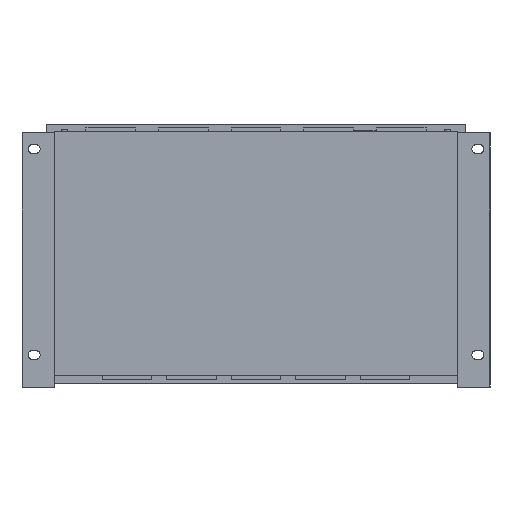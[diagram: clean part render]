
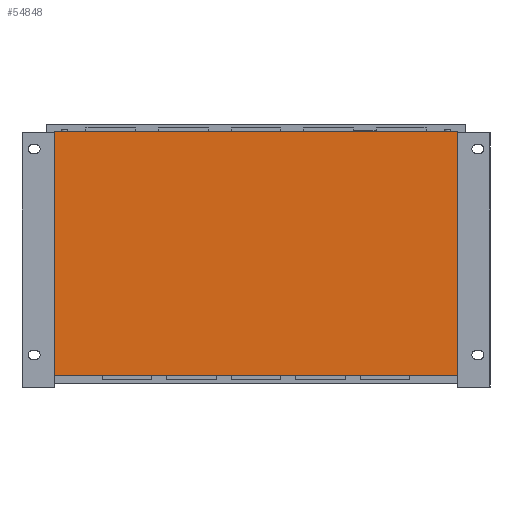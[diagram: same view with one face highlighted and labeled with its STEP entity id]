
A CAD part, front view. The second image highlights one B-rep face of the part: STEP entity #54848.
In plain terms, the highlighted planar face has unit normal (0, -1, 0).
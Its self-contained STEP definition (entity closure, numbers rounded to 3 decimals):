
#674 = LINE ( 'NONE', #36524, #10229 ) ;
#1757 = ORIENTED_EDGE ( 'NONE', *, *, #27116, .T. ) ;
#2620 = CARTESIAN_POINT ( 'NONE',  ( -250., -3., -150. ) ) ;
#4235 = CARTESIAN_POINT ( 'NONE',  ( 250., -3., -150. ) ) ;
#5404 = EDGE_CURVE ( 'NONE', #33114, #25674, #55174, .T. ) ;
#6107 = VERTEX_POINT ( 'NONE', #25458 ) ;
#7331 = DIRECTION ( 'NONE',  ( 0., -1., 0. ) ) ;
#7525 = EDGE_CURVE ( 'NONE', #20289, #36841, #48210, .T. ) ;
#9470 = LINE ( 'NONE', #27148, #31879 ) ;
#10229 = VECTOR ( 'NONE', #10796, 1000. ) ;
#10796 = DIRECTION ( 'NONE',  ( 1., 0., 0. ) ) ;
#10979 = CARTESIAN_POINT ( 'NONE',  ( 250., -3., 150. ) ) ;
#11542 = VECTOR ( 'NONE', #32891, 1000. ) ;
#13781 = EDGE_CURVE ( 'NONE', #37835, #25674, #674, .T. ) ;
#15807 = CARTESIAN_POINT ( 'NONE',  ( 250., -3., -150. ) ) ;
#16975 = DIRECTION ( 'NONE',  ( 1., 0., 0. ) ) ;
#17223 = VECTOR ( 'NONE', #16975, 1000. ) ;
#20289 = VERTEX_POINT ( 'NONE', #2620 ) ;
#21814 = DIRECTION ( 'NONE',  ( 0., 0., 1. ) ) ;
#22231 = DIRECTION ( 'NONE',  ( 0., 0., 1. ) ) ;
#23927 = CARTESIAN_POINT ( 'NONE',  ( 250., -3., 151.5 ) ) ;
#24262 = ORIENTED_EDGE ( 'NONE', *, *, #55764, .F. ) ;
#24733 = CARTESIAN_POINT ( 'NONE',  ( 250., -3., -150. ) ) ;
#25458 = CARTESIAN_POINT ( 'NONE',  ( -250., -3., 150. ) ) ;
#25603 = EDGE_CURVE ( 'NONE', #20289, #6107, #9470, .T. ) ;
#25674 = VERTEX_POINT ( 'NONE', #23927 ) ;
#27116 = EDGE_CURVE ( 'NONE', #36841, #33114, #33375, .T. ) ;
#27148 = CARTESIAN_POINT ( 'NONE',  ( -250., -3., -150. ) ) ;
#28829 = CARTESIAN_POINT ( 'NONE',  ( -250., -3., 151.5 ) ) ;
#31879 = VECTOR ( 'NONE', #22231, 1000. ) ;
#32891 = DIRECTION ( 'NONE',  ( 0., 0., 1. ) ) ;
#33114 = VERTEX_POINT ( 'NONE', #10979 ) ;
#33375 = LINE ( 'NONE', #51022, #41238 ) ;
#36524 = CARTESIAN_POINT ( 'NONE',  ( 250., -3., 151.5 ) ) ;
#36841 = VERTEX_POINT ( 'NONE', #57193 ) ;
#37124 = VECTOR ( 'NONE', #43925, 1000. ) ;
#37835 = VERTEX_POINT ( 'NONE', #28829 ) ;
#38689 = ORIENTED_EDGE ( 'NONE', *, *, #25603, .F. ) ;
#39175 = ORIENTED_EDGE ( 'NONE', *, *, #7525, .T. ) ;
#40841 = ORIENTED_EDGE ( 'NONE', *, *, #5404, .T. ) ;
#41238 = VECTOR ( 'NONE', #21814, 1000. ) ;
#43925 = DIRECTION ( 'NONE',  ( 0., 0., 1. ) ) ;
#47540 = FACE_OUTER_BOUND ( 'NONE', #54753, .T. ) ;
#47692 = CARTESIAN_POINT ( 'NONE',  ( -250., -3., -150. ) ) ;
#48210 = LINE ( 'NONE', #4235, #17223 ) ;
#51022 = CARTESIAN_POINT ( 'NONE',  ( 250., -3., -150. ) ) ;
#51312 = PLANE ( 'NONE',  #51911 ) ;
#51885 = DIRECTION ( 'NONE',  ( 0., 0., -1. ) ) ;
#51911 = AXIS2_PLACEMENT_3D ( 'NONE', #24733, #7331, #51885 ) ;
#52142 = ORIENTED_EDGE ( 'NONE', *, *, #13781, .F. ) ;
#54753 = EDGE_LOOP ( 'NONE', ( #1757, #40841, #52142, #24262, #38689, #39175 ) ) ;
#54848 = ADVANCED_FACE ( 'NONE', ( #47540 ), #51312, .T. ) ;
#55174 = LINE ( 'NONE', #15807, #11542 ) ;
#55764 = EDGE_CURVE ( 'NONE', #6107, #37835, #56670, .T. ) ;
#56670 = LINE ( 'NONE', #47692, #37124 ) ;
#57193 = CARTESIAN_POINT ( 'NONE',  ( 250., -3., -150. ) ) ;
